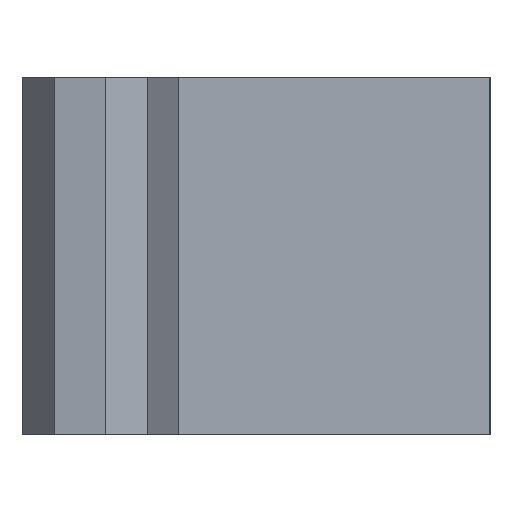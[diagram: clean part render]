
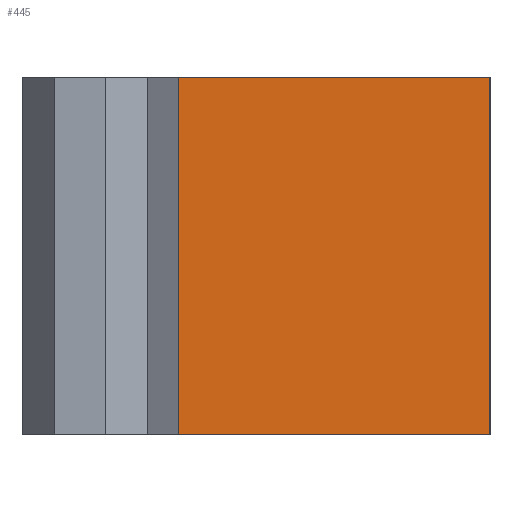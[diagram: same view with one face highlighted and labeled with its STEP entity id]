
A CAD part, left-side view. The second image highlights one B-rep face of the part: STEP entity #445.
In plain terms, the highlighted planar face has unit normal (-1, 0, 0).
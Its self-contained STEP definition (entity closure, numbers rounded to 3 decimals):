
#9 = ORIENTED_EDGE ( 'NONE', *, *, #285, .T. ) ;
#45 = CARTESIAN_POINT ( 'NONE',  ( 11.8, 0., 5.6 ) ) ;
#50 = DIRECTION ( 'NONE',  ( 0., 1., 0. ) ) ;
#67 = ORIENTED_EDGE ( 'NONE', *, *, #362, .F. ) ;
#77 = CARTESIAN_POINT ( 'NONE',  ( 11.8, 0., 0. ) ) ;
#99 = CARTESIAN_POINT ( 'NONE',  ( 11.8, 4.9, 0. ) ) ;
#103 = VECTOR ( 'NONE', #572, 1000. ) ;
#147 = VECTOR ( 'NONE', #312, 1000. ) ;
#151 = LINE ( 'NONE', #193, #268 ) ;
#173 = LINE ( 'NONE', #77, #267 ) ;
#182 = PLANE ( 'NONE',  #221 ) ;
#193 = CARTESIAN_POINT ( 'NONE',  ( 11.8, 4.9, 5.6 ) ) ;
#195 = VERTEX_POINT ( 'NONE', #528 ) ;
#221 = AXIS2_PLACEMENT_3D ( 'NONE', #361, #500, #50 ) ;
#225 = FACE_OUTER_BOUND ( 'NONE', #545, .T. ) ;
#253 = DIRECTION ( 'NONE',  ( 0., -1., 0. ) ) ;
#266 = CARTESIAN_POINT ( 'NONE',  ( 11.8, 0., 5.6 ) ) ;
#267 = VECTOR ( 'NONE', #253, 1000. ) ;
#268 = VECTOR ( 'NONE', #293, 1000. ) ;
#285 = EDGE_CURVE ( 'NONE', #371, #419, #173, .T. ) ;
#289 = ORIENTED_EDGE ( 'NONE', *, *, #472, .T. ) ;
#293 = DIRECTION ( 'NONE',  ( 0., 0., -1. ) ) ;
#312 = DIRECTION ( 'NONE',  ( 0., -1., 0. ) ) ;
#361 = CARTESIAN_POINT ( 'NONE',  ( 11.8, 0., 5.6 ) ) ;
#362 = EDGE_CURVE ( 'NONE', #376, #419, #404, .T. ) ;
#371 = VERTEX_POINT ( 'NONE', #99 ) ;
#376 = VERTEX_POINT ( 'NONE', #406 ) ;
#379 = ORIENTED_EDGE ( 'NONE', *, *, #428, .F. ) ;
#404 = LINE ( 'NONE', #45, #103 ) ;
#406 = CARTESIAN_POINT ( 'NONE',  ( 11.8, 0., 5.6 ) ) ;
#419 = VERTEX_POINT ( 'NONE', #451 ) ;
#428 = EDGE_CURVE ( 'NONE', #195, #376, #536, .T. ) ;
#445 = ADVANCED_FACE ( 'NONE', ( #225 ), #182, .F. ) ;
#451 = CARTESIAN_POINT ( 'NONE',  ( 11.8, 0., 0. ) ) ;
#472 = EDGE_CURVE ( 'NONE', #195, #371, #151, .T. ) ;
#500 = DIRECTION ( 'NONE',  ( 1., 0., 0. ) ) ;
#528 = CARTESIAN_POINT ( 'NONE',  ( 11.8, 4.9, 5.6 ) ) ;
#536 = LINE ( 'NONE', #266, #147 ) ;
#545 = EDGE_LOOP ( 'NONE', ( #9, #67, #379, #289 ) ) ;
#572 = DIRECTION ( 'NONE',  ( 0., 0., -1. ) ) ;
